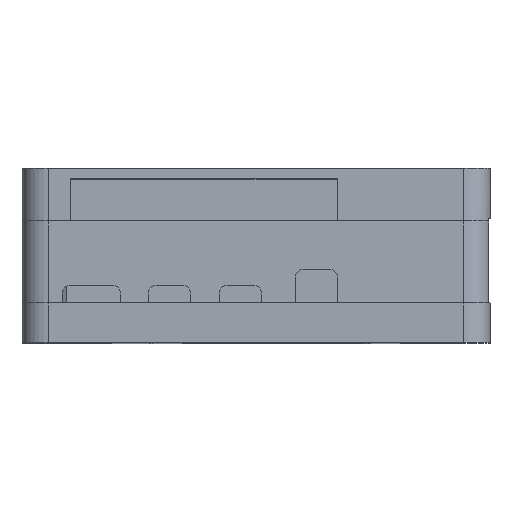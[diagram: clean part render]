
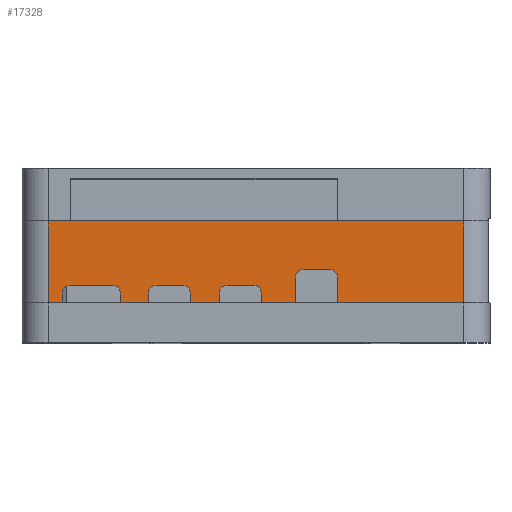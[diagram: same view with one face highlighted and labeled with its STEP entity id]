
A CAD part, top view. The second image highlights one B-rep face of the part: STEP entity #17328.
In plain terms, the highlighted planar face has unit normal (0, 0, 1).
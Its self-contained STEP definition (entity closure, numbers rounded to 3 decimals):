
#1279=CIRCLE('',#18263,1.5);
#1280=CIRCLE('',#18266,1.5);
#1281=CIRCLE('',#18268,1.5);
#1282=CIRCLE('',#18271,1.5);
#1283=CIRCLE('',#18273,1.5);
#1284=CIRCLE('',#18276,1.5);
#1285=CIRCLE('',#18278,1.5);
#1286=CIRCLE('',#18281,1.5);
#1647=FACE_OUTER_BOUND('',#2616,.T.);
#2616=EDGE_LOOP('',(#12886,#12887,#12888,#12889,#12890,#12891,#12892,#12893,
#12894,#12895,#12896,#12897,#12898,#12899,#12900,#12901,#12902,#12903,#12904,
#12905,#12906,#12907,#12908,#12909,#12910,#12911,#12912,#12913));
#3902=LINE('',#24061,#5707);
#3921=LINE('',#24135,#5726);
#3934=LINE('',#24180,#5739);
#3939=LINE('',#24194,#5744);
#3944=LINE('',#24208,#5749);
#3949=LINE('',#24222,#5754);
#3952=LINE('',#24230,#5757);
#3954=LINE('',#24233,#5759);
#3955=LINE('',#24236,#5760);
#3958=LINE('',#24241,#5763);
#3959=LINE('',#24243,#5764);
#3960=LINE('',#24245,#5765);
#3961=LINE('',#24248,#5766);
#3964=LINE('',#24253,#5769);
#3965=LINE('',#24256,#5770);
#3967=LINE('',#24259,#5772);
#3968=LINE('',#24261,#5773);
#3979=LINE('',#24290,#5784);
#3980=LINE('',#24292,#5785);
#3981=LINE('',#24293,#5786);
#5707=VECTOR('',#19810,10.);
#5726=VECTOR('',#19885,10.);
#5739=VECTOR('',#19934,10.);
#5744=VECTOR('',#19949,10.);
#5749=VECTOR('',#19964,10.);
#5754=VECTOR('',#19979,10.);
#5757=VECTOR('',#19988,10.);
#5759=VECTOR('',#19992,10.);
#5760=VECTOR('',#19995,10.);
#5763=VECTOR('',#20000,10.);
#5764=VECTOR('',#20003,10.);
#5765=VECTOR('',#20006,10.);
#5766=VECTOR('',#20009,10.);
#5769=VECTOR('',#20014,10.);
#5770=VECTOR('',#20017,10.);
#5772=VECTOR('',#20021,10.);
#5773=VECTOR('',#20024,10.);
#5784=VECTOR('',#20065,10.);
#5785=VECTOR('',#20066,10.);
#5786=VECTOR('',#20067,10.);
#7447=VERTEX_POINT('',#24058);
#7448=VERTEX_POINT('',#24060);
#7471=VERTEX_POINT('',#24124);
#7475=VERTEX_POINT('',#24133);
#7487=VERTEX_POINT('',#24173);
#7488=VERTEX_POINT('',#24174);
#7489=VERTEX_POINT('',#24179);
#7490=VERTEX_POINT('',#24183);
#7491=VERTEX_POINT('',#24187);
#7492=VERTEX_POINT('',#24188);
#7493=VERTEX_POINT('',#24193);
#7494=VERTEX_POINT('',#24197);
#7495=VERTEX_POINT('',#24201);
#7496=VERTEX_POINT('',#24202);
#7497=VERTEX_POINT('',#24207);
#7498=VERTEX_POINT('',#24211);
#7499=VERTEX_POINT('',#24215);
#7500=VERTEX_POINT('',#24216);
#7501=VERTEX_POINT('',#24221);
#7502=VERTEX_POINT('',#24225);
#7503=VERTEX_POINT('',#24229);
#7504=VERTEX_POINT('',#24235);
#7505=VERTEX_POINT('',#24239);
#7506=VERTEX_POINT('',#24247);
#7507=VERTEX_POINT('',#24251);
#7508=VERTEX_POINT('',#24255);
#7511=VERTEX_POINT('',#24289);
#7512=VERTEX_POINT('',#24291);
#9413=EDGE_CURVE('',#7447,#7448,#3902,.T.);
#9452=EDGE_CURVE('',#7475,#7471,#3921,.T.);
#9473=EDGE_CURVE('',#7487,#7488,#1279,.T.);
#9476=EDGE_CURVE('',#7489,#7488,#3934,.T.);
#9478=EDGE_CURVE('',#7489,#7490,#1280,.T.);
#9480=EDGE_CURVE('',#7491,#7492,#1281,.T.);
#9483=EDGE_CURVE('',#7493,#7492,#3939,.T.);
#9485=EDGE_CURVE('',#7493,#7494,#1282,.T.);
#9487=EDGE_CURVE('',#7495,#7496,#1283,.T.);
#9490=EDGE_CURVE('',#7497,#7496,#3944,.T.);
#9492=EDGE_CURVE('',#7497,#7498,#1284,.T.);
#9494=EDGE_CURVE('',#7499,#7500,#1285,.T.);
#9497=EDGE_CURVE('',#7501,#7500,#3949,.T.);
#9499=EDGE_CURVE('',#7501,#7502,#1286,.T.);
#9501=EDGE_CURVE('',#7503,#7490,#3952,.T.);
#9503=EDGE_CURVE('',#7487,#7471,#3954,.T.);
#9504=EDGE_CURVE('',#7503,#7504,#3955,.T.);
#9507=EDGE_CURVE('',#7499,#7505,#3958,.T.);
#9508=EDGE_CURVE('',#7447,#7502,#3959,.T.);
#9509=EDGE_CURVE('',#7491,#7504,#3960,.T.);
#9510=EDGE_CURVE('',#7506,#7494,#3961,.T.);
#9513=EDGE_CURVE('',#7495,#7507,#3964,.T.);
#9514=EDGE_CURVE('',#7508,#7498,#3965,.T.);
#9516=EDGE_CURVE('',#7506,#7507,#3967,.T.);
#9517=EDGE_CURVE('',#7508,#7505,#3968,.T.);
#9530=EDGE_CURVE('',#7475,#7511,#3979,.T.);
#9531=EDGE_CURVE('',#7512,#7511,#3980,.T.);
#9532=EDGE_CURVE('',#7448,#7512,#3981,.T.);
#12886=ORIENTED_EDGE('',*,*,#9503,.T.);
#12887=ORIENTED_EDGE('',*,*,#9452,.F.);
#12888=ORIENTED_EDGE('',*,*,#9530,.T.);
#12889=ORIENTED_EDGE('',*,*,#9531,.F.);
#12890=ORIENTED_EDGE('',*,*,#9532,.F.);
#12891=ORIENTED_EDGE('',*,*,#9413,.F.);
#12892=ORIENTED_EDGE('',*,*,#9508,.T.);
#12893=ORIENTED_EDGE('',*,*,#9499,.F.);
#12894=ORIENTED_EDGE('',*,*,#9497,.T.);
#12895=ORIENTED_EDGE('',*,*,#9494,.F.);
#12896=ORIENTED_EDGE('',*,*,#9507,.T.);
#12897=ORIENTED_EDGE('',*,*,#9517,.F.);
#12898=ORIENTED_EDGE('',*,*,#9514,.T.);
#12899=ORIENTED_EDGE('',*,*,#9492,.F.);
#12900=ORIENTED_EDGE('',*,*,#9490,.T.);
#12901=ORIENTED_EDGE('',*,*,#9487,.F.);
#12902=ORIENTED_EDGE('',*,*,#9513,.T.);
#12903=ORIENTED_EDGE('',*,*,#9516,.F.);
#12904=ORIENTED_EDGE('',*,*,#9510,.T.);
#12905=ORIENTED_EDGE('',*,*,#9485,.F.);
#12906=ORIENTED_EDGE('',*,*,#9483,.T.);
#12907=ORIENTED_EDGE('',*,*,#9480,.F.);
#12908=ORIENTED_EDGE('',*,*,#9509,.T.);
#12909=ORIENTED_EDGE('',*,*,#9504,.F.);
#12910=ORIENTED_EDGE('',*,*,#9501,.T.);
#12911=ORIENTED_EDGE('',*,*,#9478,.F.);
#12912=ORIENTED_EDGE('',*,*,#9476,.T.);
#12913=ORIENTED_EDGE('',*,*,#9473,.F.);
#16700=PLANE('',#18307);
#17328=ADVANCED_FACE('',(#1647),#16700,.T.);
#18263=AXIS2_PLACEMENT_3D('',#24175,#19928,#19929);
#18266=AXIS2_PLACEMENT_3D('',#24184,#19938,#19939);
#18268=AXIS2_PLACEMENT_3D('',#24189,#19943,#19944);
#18271=AXIS2_PLACEMENT_3D('',#24198,#19953,#19954);
#18273=AXIS2_PLACEMENT_3D('',#24203,#19958,#19959);
#18276=AXIS2_PLACEMENT_3D('',#24212,#19968,#19969);
#18278=AXIS2_PLACEMENT_3D('',#24217,#19973,#19974);
#18281=AXIS2_PLACEMENT_3D('',#24226,#19983,#19984);
#18307=AXIS2_PLACEMENT_3D('',#24288,#20063,#20064);
#19810=DIRECTION('',(-1.,0.,0.));
#19885=DIRECTION('',(-1.,0.,0.));
#19928=DIRECTION('center_axis',(0.,0.,1.));
#19929=DIRECTION('ref_axis',(0.707,0.707,0.));
#19934=DIRECTION('',(1.,0.,0.));
#19938=DIRECTION('center_axis',(0.,0.,1.));
#19939=DIRECTION('ref_axis',(-0.707,0.707,0.));
#19943=DIRECTION('center_axis',(0.,0.,1.));
#19944=DIRECTION('ref_axis',(0.707,0.707,0.));
#19949=DIRECTION('',(1.,0.,0.));
#19953=DIRECTION('center_axis',(0.,0.,1.));
#19954=DIRECTION('ref_axis',(-0.707,0.707,0.));
#19958=DIRECTION('center_axis',(0.,0.,1.));
#19959=DIRECTION('ref_axis',(0.707,0.707,0.));
#19964=DIRECTION('',(1.,0.,0.));
#19968=DIRECTION('center_axis',(0.,0.,1.));
#19969=DIRECTION('ref_axis',(-0.707,0.707,0.));
#19973=DIRECTION('center_axis',(0.,0.,1.));
#19974=DIRECTION('ref_axis',(0.707,0.707,0.));
#19979=DIRECTION('',(1.,0.,0.));
#19983=DIRECTION('center_axis',(0.,0.,1.));
#19984=DIRECTION('ref_axis',(-0.707,0.707,0.));
#19988=DIRECTION('',(0.,1.,0.));
#19992=DIRECTION('',(0.,-1.,0.));
#19995=DIRECTION('',(-1.,0.,0.));
#20000=DIRECTION('',(0.,-1.,0.));
#20003=DIRECTION('',(0.,1.,0.));
#20006=DIRECTION('',(0.,-1.,0.));
#20009=DIRECTION('',(0.,1.,0.));
#20014=DIRECTION('',(0.,-1.,0.));
#20017=DIRECTION('',(0.,1.,0.));
#20021=DIRECTION('',(-1.,0.,0.));
#20024=DIRECTION('',(-1.,0.,0.));
#20063=DIRECTION('center_axis',(0.,0.,1.));
#20064=DIRECTION('ref_axis',(1.,0.,0.));
#20065=DIRECTION('',(0.,1.,0.));
#20066=DIRECTION('',(1.,0.,0.));
#20067=DIRECTION('',(0.,1.,0.));
#24058=CARTESIAN_POINT('',(-36.8,0.8,30.));
#24060=CARTESIAN_POINT('',(-39.5,0.8,30.));
#24061=CARTESIAN_POINT('',(39.5,0.8,30.));
#24124=CARTESIAN_POINT('',(15.5,0.8,30.));
#24133=CARTESIAN_POINT('',(39.5,0.8,30.));
#24135=CARTESIAN_POINT('',(39.5,0.8,30.));
#24173=CARTESIAN_POINT('',(15.5,5.7,30.));
#24174=CARTESIAN_POINT('',(14.,7.2,30.));
#24175=CARTESIAN_POINT('Origin',(14.,5.7,30.));
#24179=CARTESIAN_POINT('',(9.,7.2,30.));
#24180=CARTESIAN_POINT('',(-14.,7.2,30.));
#24183=CARTESIAN_POINT('',(7.5,5.7,30.));
#24184=CARTESIAN_POINT('Origin',(9.,5.7,30.));
#24187=CARTESIAN_POINT('',(1.,2.7,30.));
#24188=CARTESIAN_POINT('',(-0.5,4.2,30.));
#24189=CARTESIAN_POINT('Origin',(-0.5,2.7,30.));
#24193=CARTESIAN_POINT('',(-5.5,4.2,30.));
#24194=CARTESIAN_POINT('',(-21.25,4.2,30.));
#24197=CARTESIAN_POINT('',(-7.,2.7,30.));
#24198=CARTESIAN_POINT('Origin',(-5.5,2.7,30.));
#24201=CARTESIAN_POINT('',(-12.5,2.7,30.));
#24202=CARTESIAN_POINT('',(-14.,4.2,30.));
#24203=CARTESIAN_POINT('Origin',(-14.,2.7,30.));
#24207=CARTESIAN_POINT('',(-19.,4.2,30.));
#24208=CARTESIAN_POINT('',(-28.,4.2,30.));
#24211=CARTESIAN_POINT('',(-20.5,2.7,30.));
#24212=CARTESIAN_POINT('Origin',(-19.,2.7,30.));
#24215=CARTESIAN_POINT('',(-25.8,2.7,30.));
#24216=CARTESIAN_POINT('',(-27.3,4.2,30.));
#24217=CARTESIAN_POINT('Origin',(-27.3,2.7,30.));
#24221=CARTESIAN_POINT('',(-35.3,4.2,30.));
#24222=CARTESIAN_POINT('',(-35.4,4.2,30.));
#24225=CARTESIAN_POINT('',(-36.8,2.7,30.));
#24226=CARTESIAN_POINT('Origin',(-35.3,2.7,30.));
#24229=CARTESIAN_POINT('',(7.5,0.8,30.));
#24230=CARTESIAN_POINT('',(7.5,0.,30.));
#24233=CARTESIAN_POINT('',(15.5,0.,30.));
#24235=CARTESIAN_POINT('',(1.,0.8,30.));
#24236=CARTESIAN_POINT('',(39.5,0.8,30.));
#24239=CARTESIAN_POINT('',(-25.8,0.8,30.));
#24241=CARTESIAN_POINT('',(-25.8,0.,30.));
#24243=CARTESIAN_POINT('',(-36.8,0.,30.));
#24245=CARTESIAN_POINT('',(1.,0.,30.));
#24247=CARTESIAN_POINT('',(-7.,0.8,30.));
#24248=CARTESIAN_POINT('',(-7.,0.,30.));
#24251=CARTESIAN_POINT('',(-12.5,0.8,30.));
#24253=CARTESIAN_POINT('',(-12.5,0.,30.));
#24255=CARTESIAN_POINT('',(-20.5,0.8,30.));
#24256=CARTESIAN_POINT('',(-20.5,0.,30.));
#24259=CARTESIAN_POINT('',(39.5,0.8,30.));
#24261=CARTESIAN_POINT('',(39.5,0.8,30.));
#24288=CARTESIAN_POINT('Origin',(-39.5,0.8,30.));
#24289=CARTESIAN_POINT('',(39.5,16.394,30.));
#24290=CARTESIAN_POINT('',(39.5,0.8,30.));
#24291=CARTESIAN_POINT('',(-39.5,16.394,30.));
#24292=CARTESIAN_POINT('',(39.5,16.394,30.));
#24293=CARTESIAN_POINT('',(-39.5,0.8,30.));
